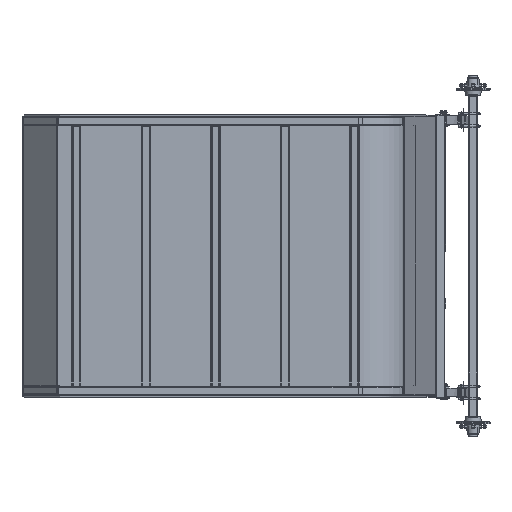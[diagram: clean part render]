
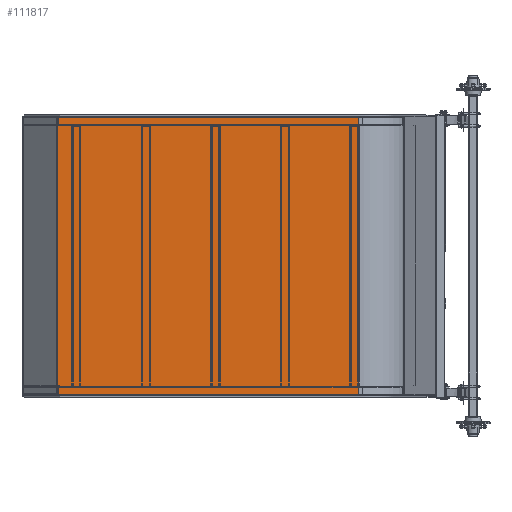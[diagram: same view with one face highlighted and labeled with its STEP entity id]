
A CAD part, left-side view. The second image highlights one B-rep face of the part: STEP entity #111817.
In plain terms, the highlighted free-form (B-spline) face has degree [1, 1] with [2, 2] control points.
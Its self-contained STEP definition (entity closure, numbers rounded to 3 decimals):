
#111423 = VERTEX_POINT('',#111424);
#111424 = CARTESIAN_POINT('',(-1758.99,3851.504,
    3676.416));
#111480 = VERTEX_POINT('',#111481);
#111481 = CARTESIAN_POINT('',(-1758.99,3851.504,
    5436.174));
#111517 = EDGE_CURVE('',#111480,#111518,#111520,.T.);
#111518 = VERTEX_POINT('',#111519);
#111519 = CARTESIAN_POINT('',(-1758.99,5753.647,
    5436.174));
#111520 = B_SPLINE_CURVE_WITH_KNOTS('',1,(#111521,#111522),
  .UNSPECIFIED.,.F.,.F.,(2,2),(0.,1599.75),
  .PIECEWISE_BEZIER_KNOTS.);
#111521 = CARTESIAN_POINT('',(-1758.99,3851.504,
    5436.174));
#111522 = CARTESIAN_POINT('',(-1758.99,5753.647,
    5436.174));
#111546 = VERTEX_POINT('',#111547);
#111547 = CARTESIAN_POINT('',(-1758.99,5753.647,
    3676.416));
#111583 = EDGE_CURVE('',#111423,#111546,#111584,.T.);
#111584 = B_SPLINE_CURVE_WITH_KNOTS('',1,(#111585,#111586),
  .UNSPECIFIED.,.F.,.F.,(2,2),(0.,1599.75),
  .PIECEWISE_BEZIER_KNOTS.);
#111585 = CARTESIAN_POINT('',(-1758.99,3851.504,
    3676.416));
#111586 = CARTESIAN_POINT('',(-1758.99,5753.647,
    3676.416));
#111804 = EDGE_CURVE('',#111423,#111480,#111805,.T.);
#111805 = B_SPLINE_CURVE_WITH_KNOTS('',1,(#111806,#111807),
  .UNSPECIFIED.,.F.,.F.,(2,2),(0.,1480.),.PIECEWISE_BEZIER_KNOTS.);
#111806 = CARTESIAN_POINT('',(-1758.99,3851.504,
    3676.416));
#111807 = CARTESIAN_POINT('',(-1758.99,3851.504,
    5436.174));
#111817 = ADVANCED_FACE('',(#111818),#111828,.F.);
#111818 = FACE_BOUND('',#111819,.T.);
#111819 = EDGE_LOOP('',(#111820,#111821,#111826,#111827));
#111820 = ORIENTED_EDGE('',*,*,#111517,.T.);
#111821 = ORIENTED_EDGE('',*,*,#111822,.F.);
#111822 = EDGE_CURVE('',#111546,#111518,#111823,.T.);
#111823 = B_SPLINE_CURVE_WITH_KNOTS('',1,(#111824,#111825),
  .UNSPECIFIED.,.F.,.F.,(2,2),(0.,1480.),.PIECEWISE_BEZIER_KNOTS.);
#111824 = CARTESIAN_POINT('',(-1758.99,5753.647,
    3676.416));
#111825 = CARTESIAN_POINT('',(-1758.99,5753.647,
    5436.174));
#111826 = ORIENTED_EDGE('',*,*,#111583,.F.);
#111827 = ORIENTED_EDGE('',*,*,#111804,.T.);
#111828 = B_SPLINE_SURFACE_WITH_KNOTS('',1,1,(
    (#111829,#111830)
    ,(#111831,#111832
    )),.UNSPECIFIED.,.F.,.F.,.F.,(2,2),(2,2),(-1480.,0.),(0.,
    1599.75),.PIECEWISE_BEZIER_KNOTS.);
#111829 = CARTESIAN_POINT('',(-1758.99,3851.504,
    5436.174));
#111830 = CARTESIAN_POINT('',(-1758.99,5753.647,
    5436.174));
#111831 = CARTESIAN_POINT('',(-1758.99,3851.504,
    3676.416));
#111832 = CARTESIAN_POINT('',(-1758.99,5753.647,
    3676.416));
